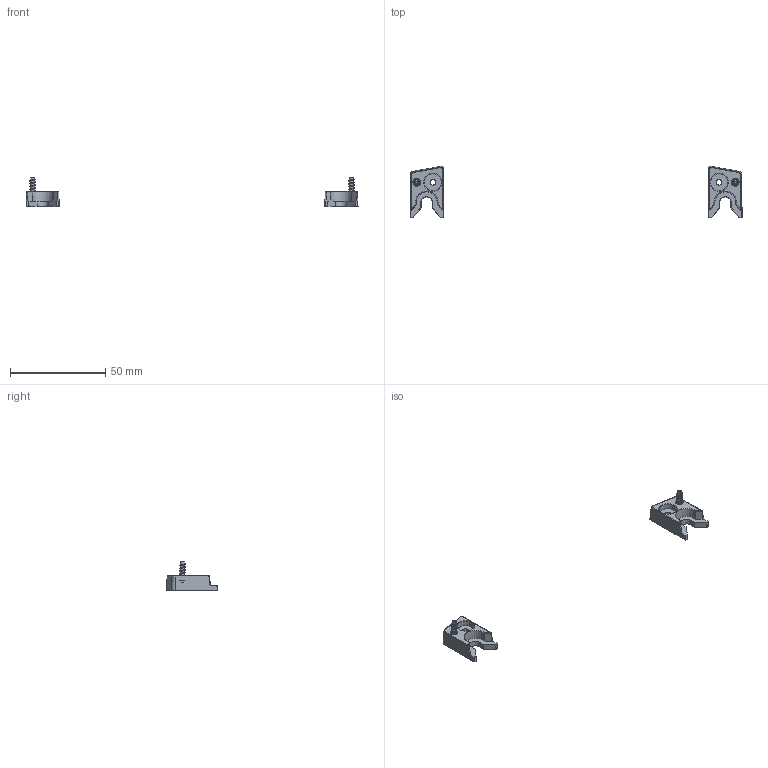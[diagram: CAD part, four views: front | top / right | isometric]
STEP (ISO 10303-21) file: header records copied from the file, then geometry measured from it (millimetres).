
FILE_DESCRIPTION((''),'2;1');
FILE_NAME('2603510_BCD WA.stp','2013-01-24T08:12:27',('nowak'),(''),'Autodesk Inventor 2013','Autodesk Inventor 2013','');
FILE_SCHEMA(('AUTOMOTIVE_DESIGN { 1 0 10303 214 1 1 1 1 }'));
Length unit declared in the file: millimetre
Products named in the file (4): 2603510_BCD WA; 1010460_3D; 1010461_3D; SHR Z KA30X10 WN 1412 MG_3DSYM
Assembly tree (4 placements, depth 2):
  2603510_BCD WA
    1010460_3D
    1010461_3D
    SHR Z KA30X10 WN 1412 MG_3DSYM  x2
Bounding box: 174 x 27 x 15.5 mm (x, y, z)
Volume: 2965 mm3; surface area: 4669.7 mm2
Topology: 4 solids, 4 shells, 566 faces, 1410 edges, 802 vertices
Faces by surface type: plane 156, cone 126, cylinder 124, bspline 86, torus 72, sphere 2
Full cylindrical faces by diameter (mm): 2 x12, 5.3 x2
Entity records: 18284 total; most frequent: CARTESIAN_POINT 6855, ORIENTED_EDGE 2370, DIRECTION 2129, EDGE_CURVE 1185, AXIS2_PLACEMENT_3D 790, VERTEX_POINT 710, EDGE_LOOP 559, VECTOR 549
